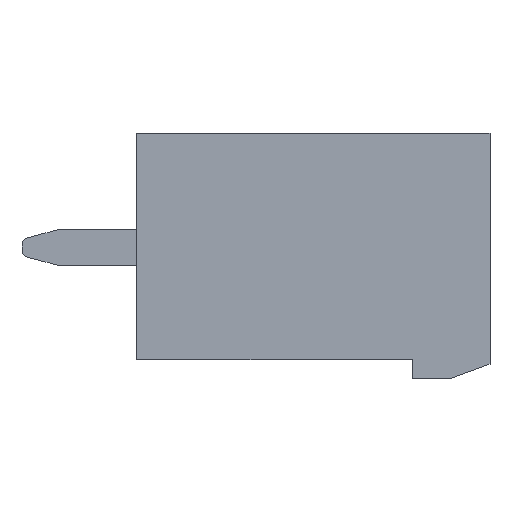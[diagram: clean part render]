
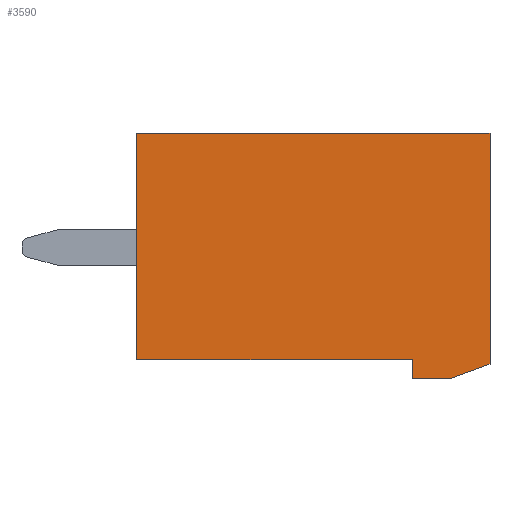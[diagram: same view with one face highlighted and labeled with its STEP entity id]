
A CAD part, front view. The second image highlights one B-rep face of the part: STEP entity #3590.
In plain terms, the highlighted planar face has unit normal (0, -1, 0).
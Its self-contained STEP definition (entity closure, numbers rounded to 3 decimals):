
#409 = DIRECTION ( 'NONE',  ( 1., 0., 0. ) ) ;
#459 = CARTESIAN_POINT ( 'NONE',  ( 7.8, 0., -0.54 ) ) ;
#1118 = DIRECTION ( 'NONE',  ( 0., 0., 1. ) ) ;
#1249 = VECTOR ( 'NONE', #11093, 1000. ) ;
#1327 = DIRECTION ( 'NONE',  ( 0., 0., 1. ) ) ;
#1796 = CARTESIAN_POINT ( 'NONE',  ( 7.8, 0., 0. ) ) ;
#1886 = CARTESIAN_POINT ( 'NONE',  ( 7.8, 0., -0.54 ) ) ;
#2472 = EDGE_CURVE ( 'NONE', #18509, #19881, #20025, .T. ) ;
#2506 = VERTEX_POINT ( 'NONE', #12778 ) ;
#2944 = EDGE_LOOP ( 'NONE', ( #12114, #16917, #8000, #9884, #12277, #21280, #3666 ) ) ;
#3201 = VERTEX_POINT ( 'NONE', #1886 ) ;
#3321 = VECTOR ( 'NONE', #1118, 1000. ) ;
#3590 = ADVANCED_FACE ( 'NONE', ( #19404 ), #10098, .F. ) ;
#3666 = ORIENTED_EDGE ( 'NONE', *, *, #14825, .F. ) ;
#5671 = CARTESIAN_POINT ( 'NONE',  ( 0., 0., 6.42 ) ) ;
#5923 = EDGE_CURVE ( 'NONE', #9286, #18125, #13078, .T. ) ;
#6276 = CARTESIAN_POINT ( 'NONE',  ( 10., 0., 6.42 ) ) ;
#6654 = CARTESIAN_POINT ( 'NONE',  ( 7.8, 0., 0. ) ) ;
#7208 = LINE ( 'NONE', #6654, #11867 ) ;
#7315 = CARTESIAN_POINT ( 'NONE',  ( 0., 0., 0. ) ) ;
#8000 = ORIENTED_EDGE ( 'NONE', *, *, #10609, .F. ) ;
#8036 = DIRECTION ( 'NONE',  ( 0., 0., -1. ) ) ;
#8608 = LINE ( 'NONE', #6276, #22098 ) ;
#9002 = EDGE_CURVE ( 'NONE', #19881, #12798, #8608, .T. ) ;
#9286 = VERTEX_POINT ( 'NONE', #1796 ) ;
#9336 = CARTESIAN_POINT ( 'NONE',  ( 10., 0., -0.12 ) ) ;
#9884 = ORIENTED_EDGE ( 'NONE', *, *, #16453, .F. ) ;
#10098 = PLANE ( 'NONE',  #17246 ) ;
#10268 = EDGE_CURVE ( 'NONE', #3201, #9286, #7208, .T. ) ;
#10609 = EDGE_CURVE ( 'NONE', #2506, #3201, #16436, .T. ) ;
#11093 = DIRECTION ( 'NONE',  ( -0.939, 0., -0.343 ) ) ;
#11859 = DIRECTION ( 'NONE',  ( 0., 1., 0. ) ) ;
#11867 = VECTOR ( 'NONE', #18973, 1000. ) ;
#12114 = ORIENTED_EDGE ( 'NONE', *, *, #5923, .F. ) ;
#12277 = ORIENTED_EDGE ( 'NONE', *, *, #9002, .F. ) ;
#12649 = LINE ( 'NONE', #22219, #3321 ) ;
#12778 = CARTESIAN_POINT ( 'NONE',  ( 8.85, 0., -0.54 ) ) ;
#12798 = VERTEX_POINT ( 'NONE', #21339 ) ;
#13078 = LINE ( 'NONE', #16773, #16671 ) ;
#14825 = EDGE_CURVE ( 'NONE', #18125, #18509, #12649, .T. ) ;
#15273 = LINE ( 'NONE', #9336, #1249 ) ;
#15893 = VECTOR ( 'NONE', #16305, 1000. ) ;
#16305 = DIRECTION ( 'NONE',  ( -1., 0., 0. ) ) ;
#16436 = LINE ( 'NONE', #459, #15893 ) ;
#16453 = EDGE_CURVE ( 'NONE', #12798, #2506, #15273, .T. ) ;
#16671 = VECTOR ( 'NONE', #18580, 1000. ) ;
#16773 = CARTESIAN_POINT ( 'NONE',  ( 0., 0., 0. ) ) ;
#16917 = ORIENTED_EDGE ( 'NONE', *, *, #10268, .F. ) ;
#17082 = CARTESIAN_POINT ( 'NONE',  ( 0., 0., 0. ) ) ;
#17246 = AXIS2_PLACEMENT_3D ( 'NONE', #17082, #11859, #1327 ) ;
#18125 = VERTEX_POINT ( 'NONE', #7315 ) ;
#18509 = VERTEX_POINT ( 'NONE', #20696 ) ;
#18580 = DIRECTION ( 'NONE',  ( -1., 0., 0. ) ) ;
#18973 = DIRECTION ( 'NONE',  ( 0., 0., 1. ) ) ;
#19404 = FACE_OUTER_BOUND ( 'NONE', #2944, .T. ) ;
#19477 = VECTOR ( 'NONE', #409, 1000. ) ;
#19881 = VERTEX_POINT ( 'NONE', #21091 ) ;
#20025 = LINE ( 'NONE', #5671, #19477 ) ;
#20696 = CARTESIAN_POINT ( 'NONE',  ( 0., 0., 6.42 ) ) ;
#21091 = CARTESIAN_POINT ( 'NONE',  ( 10., 0., 6.42 ) ) ;
#21280 = ORIENTED_EDGE ( 'NONE', *, *, #2472, .F. ) ;
#21339 = CARTESIAN_POINT ( 'NONE',  ( 10., 0., -0.12 ) ) ;
#22098 = VECTOR ( 'NONE', #8036, 1000. ) ;
#22219 = CARTESIAN_POINT ( 'NONE',  ( 0., 0., 0. ) ) ;
